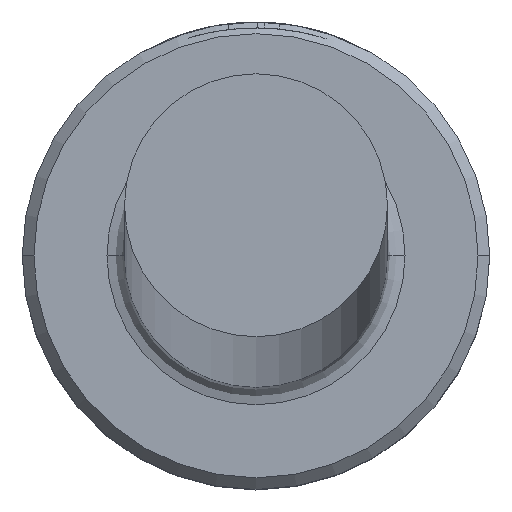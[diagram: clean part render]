
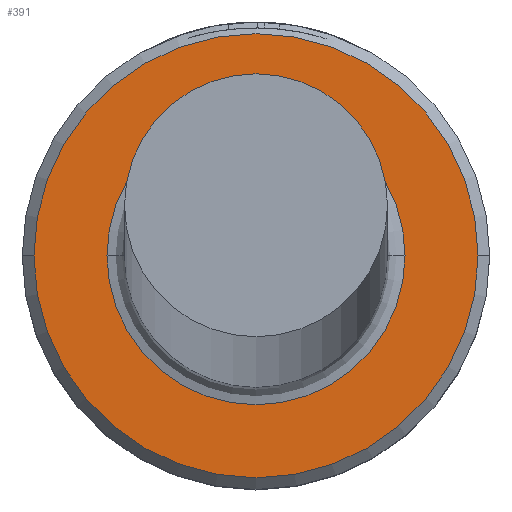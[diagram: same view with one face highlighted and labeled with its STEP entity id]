
A CAD part, top view. The second image highlights one B-rep face of the part: STEP entity #391.
In plain terms, the highlighted planar face has unit normal (0, 0, 1).
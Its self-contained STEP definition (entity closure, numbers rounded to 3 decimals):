
#59 = ORIENTED_EDGE ( 'NONE', *, *, #710, .T. ) ;
#77 = DIRECTION ( 'NONE',  ( 0., 0., -1. ) ) ;
#94 = AXIS2_PLACEMENT_3D ( 'NONE', #346, #618, #529 ) ;
#138 = CARTESIAN_POINT ( 'NONE',  ( 0., 0., 5. ) ) ;
#150 = AXIS2_PLACEMENT_3D ( 'NONE', #807, #257, #894 ) ;
#159 = FACE_OUTER_BOUND ( 'NONE', #457, .T. ) ;
#225 = DIRECTION ( 'NONE',  ( 1., 0., 0. ) ) ;
#230 = ORIENTED_EDGE ( 'NONE', *, *, #456, .T. ) ;
#245 = VERTEX_POINT ( 'NONE', #575 ) ;
#257 = DIRECTION ( 'NONE',  ( 0., 0., 1. ) ) ;
#345 = EDGE_LOOP ( 'NONE', ( #59, #548 ) ) ;
#346 = CARTESIAN_POINT ( 'NONE',  ( 0., 0., 5. ) ) ;
#357 = VERTEX_POINT ( 'NONE', #608 ) ;
#391 = ADVANCED_FACE ( 'NONE', ( #159, #855 ), #1064, .T. ) ;
#413 = CIRCLE ( 'NONE', #458, 2.55 ) ;
#456 = EDGE_CURVE ( 'NONE', #357, #245, #587, .T. ) ;
#457 = EDGE_LOOP ( 'NONE', ( #230, #1143 ) ) ;
#458 = AXIS2_PLACEMENT_3D ( 'NONE', #1016, #476, #1104 ) ;
#476 = DIRECTION ( 'NONE',  ( 0., 0., -1. ) ) ;
#529 = DIRECTION ( 'NONE',  ( 1., 0., 0. ) ) ;
#548 = ORIENTED_EDGE ( 'NONE', *, *, #993, .T. ) ;
#575 = CARTESIAN_POINT ( 'NONE',  ( 3.8, 0., 5. ) ) ;
#587 = CIRCLE ( 'NONE', #150, 3.8 ) ;
#608 = CARTESIAN_POINT ( 'NONE',  ( -3.8, 0., 5. ) ) ;
#615 = CARTESIAN_POINT ( 'NONE',  ( 0., 0., 5. ) ) ;
#618 = DIRECTION ( 'NONE',  ( 0., 0., 1. ) ) ;
#666 = CARTESIAN_POINT ( 'NONE',  ( 2.55, 0., 5. ) ) ;
#710 = EDGE_CURVE ( 'NONE', #1071, #1085, #413, .T. ) ;
#712 = DIRECTION ( 'NONE',  ( -1., 0., 0. ) ) ;
#770 = DIRECTION ( 'NONE',  ( 0., 0., 1. ) ) ;
#806 = AXIS2_PLACEMENT_3D ( 'NONE', #615, #77, #712 ) ;
#807 = CARTESIAN_POINT ( 'NONE',  ( 0., 0., 5. ) ) ;
#853 = CIRCLE ( 'NONE', #806, 2.55 ) ;
#855 = FACE_BOUND ( 'NONE', #345, .T. ) ;
#894 = DIRECTION ( 'NONE',  ( 1., 0., 0. ) ) ;
#993 = EDGE_CURVE ( 'NONE', #1085, #1071, #853, .T. ) ;
#1016 = CARTESIAN_POINT ( 'NONE',  ( 0., 0., 5. ) ) ;
#1064 = PLANE ( 'NONE',  #94 ) ;
#1071 = VERTEX_POINT ( 'NONE', #1105 ) ;
#1085 = VERTEX_POINT ( 'NONE', #666 ) ;
#1088 = CIRCLE ( 'NONE', #1111, 3.8 ) ;
#1104 = DIRECTION ( 'NONE',  ( -1., 0., 0. ) ) ;
#1105 = CARTESIAN_POINT ( 'NONE',  ( -2.55, 0., 5. ) ) ;
#1111 = AXIS2_PLACEMENT_3D ( 'NONE', #138, #770, #225 ) ;
#1122 = EDGE_CURVE ( 'NONE', #245, #357, #1088, .T. ) ;
#1143 = ORIENTED_EDGE ( 'NONE', *, *, #1122, .T. ) ;
